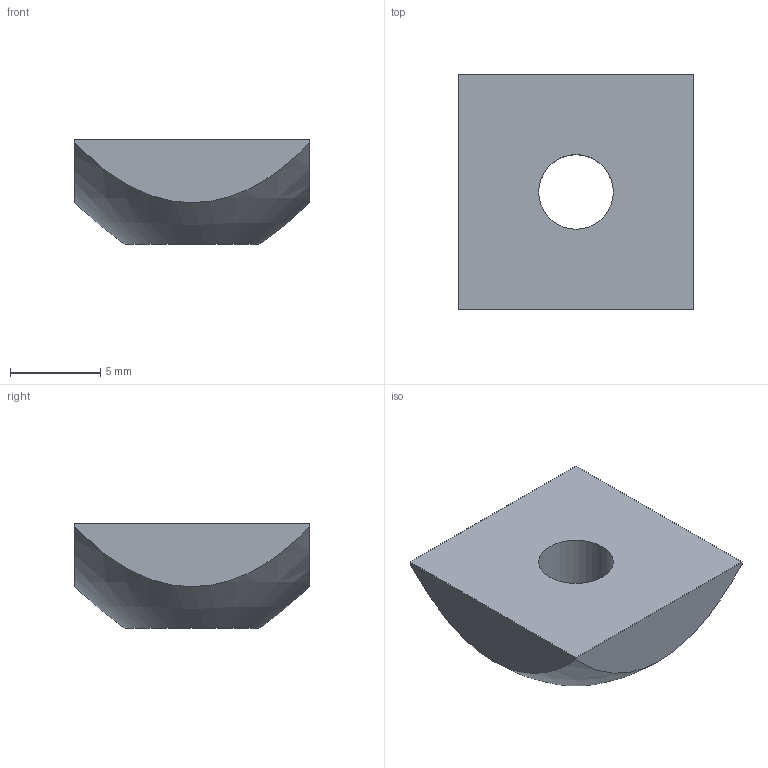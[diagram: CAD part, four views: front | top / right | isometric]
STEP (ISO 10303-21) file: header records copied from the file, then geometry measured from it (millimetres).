
FILE_DESCRIPTION(/* description */ ('Inserto filettato M5'),/* implementation_level */ '2;1');
FILE_NAME(/* name */ 'N13-08-M5.stp',/* time_stamp */ '2022-06-23T11:40:13+02:00',/* author */ (''),/* organization */ (''),/* preprocessor_version */ 'ST-DEVELOPER v18.1',/* originating_system */ 'Autodesk Inventor 2021',/* authorisation */ '');
FILE_SCHEMA (('AUTOMOTIVE_DESIGN { 1 0 10303 214 3 1 1 }'));
Length unit declared in the file: millimetre
Products named in the file (1): DQ32-50
Bounding box: 13 x 13 x 5.8 mm (x, y, z)
Volume: 679.6 mm3; surface area: 557.6 mm2
Topology: 1 solids, 1 shells, 8 faces, 18 edges, 12 vertices
Faces by surface type: plane 6, bspline 1, cylinder 1
Full cylindrical faces by diameter (mm): 4.134 x1
Entity records: 366 total; most frequent: CARTESIAN_POINT 152, ORIENTED_EDGE 36, DIRECTION 31, EDGE_CURVE 18, VERTEX_POINT 12, AXIS2_PLACEMENT_3D 11, EDGE_LOOP 10, LINE 9
